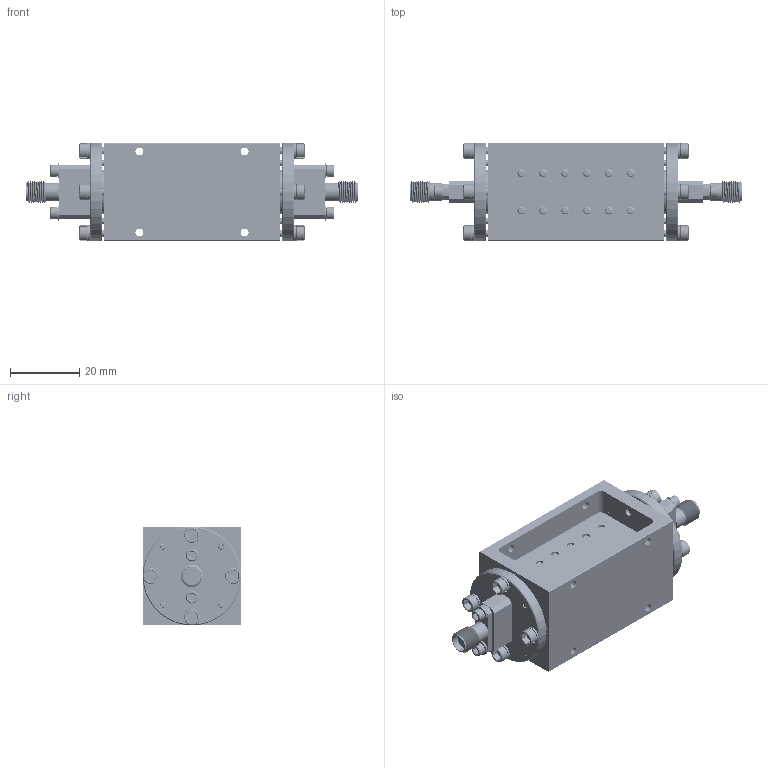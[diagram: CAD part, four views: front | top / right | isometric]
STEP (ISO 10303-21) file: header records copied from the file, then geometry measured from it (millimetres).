
FILE_DESCRIPTION (( 'STEP AP203' ), '1' );
FILE_NAME ('SWF-51333340-VFVF-B1-E.STEP', '2019-06-11T21:34:51', ( '' ), ( '' ), 'SwSTEP 2.0', 'SolidWorks 2016', '' );
FILE_SCHEMA (( 'CONFIG_CONTROL_DESIGN' ));
Length unit declared in the file: inch
Products named in the file (1): SWF-51333340-VFVF-B1-E
Bounding box: 96.09 x 28.57 x 28.57 mm (x, y, z)
Volume: 33039.4 mm3; surface area: 28602.5 mm2
Topology: 68 solids, 68 shells, 3506 faces, 9406 edges, 6112 vertices
Faces by surface type: cylinder 1890, plane 1224, cone 336, bspline 40, torus 16
Entity records: 140919 total; most frequent: CARTESIAN_POINT 62185, ORIENTED_EDGE 18780, DIRECTION 13988, EDGE_CURVE 9390, VERTEX_POINT 6112, AXIS2_PLACEMENT_3D 5207, EDGE_LOOP 3774, VECTOR 3574
